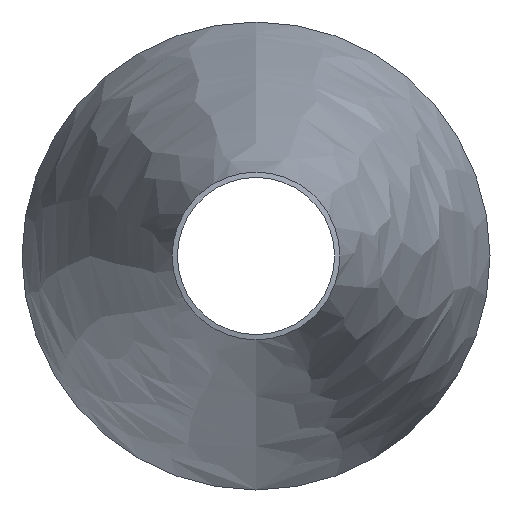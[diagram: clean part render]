
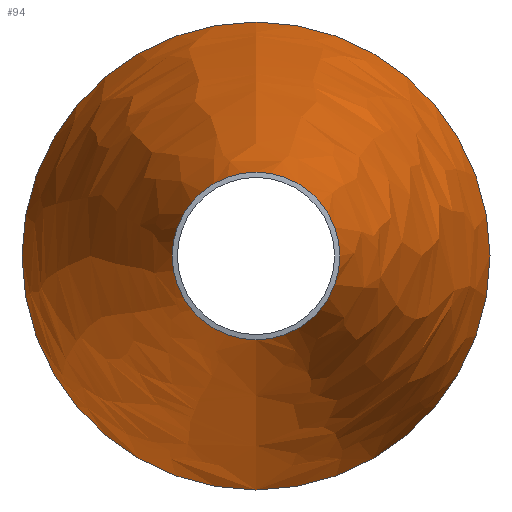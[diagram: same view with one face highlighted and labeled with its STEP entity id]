
A CAD part, front view. The second image highlights one B-rep face of the part: STEP entity #94.
In plain terms, the highlighted free-form (B-spline) face has degree [2, 2] with [3, 9] control points.
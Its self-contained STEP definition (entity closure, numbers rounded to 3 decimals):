
#15=(
BOUNDED_SURFACE()
B_SPLINE_SURFACE(2,2,((#159,#160,#161,#162,#163,#164,#165,#166,#167),(#168,
#169,#170,#171,#172,#173,#174,#175,#176),(#177,#178,#179,#180,#181,#182,
#183,#184,#185)),.UNSPECIFIED.,.F.,.T.,.F.)
B_SPLINE_SURFACE_WITH_KNOTS((3,3),(3,2,2,2,3),(-0.258,-0.178),
(-3.142,-1.571,0.,1.571,3.142),
 .UNSPECIFIED.)
GEOMETRIC_REPRESENTATION_ITEM()
RATIONAL_B_SPLINE_SURFACE(((1.,0.707,1.,0.707,1.,
0.707,1.,0.707,1.),(0.999,0.707,
0.999,0.707,0.999,0.707,
0.999,0.707,0.999),(1.,0.707,
1.,0.707,1.,0.707,1.,0.707,1.)))
REPRESENTATION_ITEM('')
SURFACE()
);
#24=FACE_OUTER_BOUND('',#31,.T.);
#31=EDGE_LOOP('',(#78,#79,#80,#81,#82));
#44=CIRCLE('',#105,2.4);
#45=CIRCLE('',#106,2.4);
#46=CIRCLE('',#107,6.699);
#47=CIRCLE('',#108,246.064);
#52=VERTEX_POINT('',#154);
#53=VERTEX_POINT('',#155);
#54=VERTEX_POINT('',#186);
#60=EDGE_CURVE('',#52,#53,#44,.T.);
#61=EDGE_CURVE('',#53,#52,#45,.T.);
#63=EDGE_CURVE('',#54,#54,#46,.T.);
#64=EDGE_CURVE('',#54,#52,#47,.T.);
#78=ORIENTED_EDGE('',*,*,#63,.F.);
#79=ORIENTED_EDGE('',*,*,#64,.T.);
#80=ORIENTED_EDGE('',*,*,#60,.T.);
#81=ORIENTED_EDGE('',*,*,#61,.T.);
#82=ORIENTED_EDGE('',*,*,#64,.F.);
#94=ADVANCED_FACE('',(#24),#15,.F.);
#105=AXIS2_PLACEMENT_3D('',#156,#127,#128);
#106=AXIS2_PLACEMENT_3D('',#157,#129,#130);
#107=AXIS2_PLACEMENT_3D('',#187,#132,#133);
#108=AXIS2_PLACEMENT_3D('',#188,#134,#135);
#127=DIRECTION('center_axis',(0.,1.,0.));
#128=DIRECTION('ref_axis',(1.,0.,0.));
#129=DIRECTION('center_axis',(0.,1.,0.));
#130=DIRECTION('ref_axis',(1.,0.,0.));
#132=DIRECTION('center_axis',(0.,1.,0.));
#133=DIRECTION('ref_axis',(1.,0.,0.));
#134=DIRECTION('center_axis',(-1.,0.,0.));
#135=DIRECTION('ref_axis',(0.,0.,-1.));
#154=CARTESIAN_POINT('',(0.,-82.4,-2.4));
#155=CARTESIAN_POINT('',(2.4,-82.4,0.));
#156=CARTESIAN_POINT('Origin',(0.,-82.4,0.));
#157=CARTESIAN_POINT('Origin',(0.,-82.4,0.));
#159=CARTESIAN_POINT('Ctrl Pts',(0.,-82.4,-2.4));
#160=CARTESIAN_POINT('Ctrl Pts',(-2.4,-82.4,-2.4));
#161=CARTESIAN_POINT('Ctrl Pts',(-2.4,-82.4,0.));
#162=CARTESIAN_POINT('Ctrl Pts',(-2.4,-82.4,2.4));
#163=CARTESIAN_POINT('Ctrl Pts',(0.,-82.4,2.4));
#164=CARTESIAN_POINT('Ctrl Pts',(2.4,-82.4,2.4));
#165=CARTESIAN_POINT('Ctrl Pts',(2.4,-82.4,0.));
#166=CARTESIAN_POINT('Ctrl Pts',(2.4,-82.4,-2.4));
#167=CARTESIAN_POINT('Ctrl Pts',(0.,-82.4,-2.4));
#168=CARTESIAN_POINT('Ctrl Pts',(0.,-72.787,-4.941));
#169=CARTESIAN_POINT('Ctrl Pts',(-4.941,-72.787,-4.941));
#170=CARTESIAN_POINT('Ctrl Pts',(-4.941,-72.787,0.));
#171=CARTESIAN_POINT('Ctrl Pts',(-4.941,-72.787,4.941));
#172=CARTESIAN_POINT('Ctrl Pts',(0.,-72.787,4.941));
#173=CARTESIAN_POINT('Ctrl Pts',(4.941,-72.787,4.941));
#174=CARTESIAN_POINT('Ctrl Pts',(4.941,-72.787,0.));
#175=CARTESIAN_POINT('Ctrl Pts',(4.941,-72.787,-4.941));
#176=CARTESIAN_POINT('Ctrl Pts',(0.,-72.787,-4.941));
#177=CARTESIAN_POINT('Ctrl Pts',(0.,-63.,-6.699));
#178=CARTESIAN_POINT('Ctrl Pts',(-6.699,-63.,-6.699));
#179=CARTESIAN_POINT('Ctrl Pts',(-6.699,-63.,0.));
#180=CARTESIAN_POINT('Ctrl Pts',(-6.699,-63.,6.699));
#181=CARTESIAN_POINT('Ctrl Pts',(0.,-63.,6.699));
#182=CARTESIAN_POINT('Ctrl Pts',(6.699,-63.,6.699));
#183=CARTESIAN_POINT('Ctrl Pts',(6.699,-63.,0.));
#184=CARTESIAN_POINT('Ctrl Pts',(6.699,-63.,-6.699));
#185=CARTESIAN_POINT('Ctrl Pts',(0.,-63.,-6.699));
#186=CARTESIAN_POINT('',(0.,-63.,-6.699));
#187=CARTESIAN_POINT('Origin',(0.,-63.,0.));
#188=CARTESIAN_POINT('Origin',(0.,-19.508,235.491));
